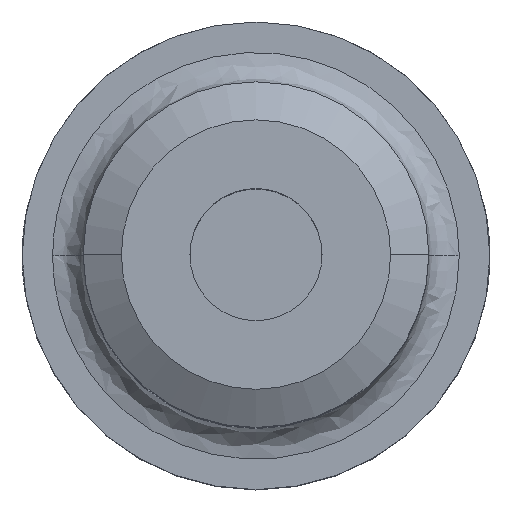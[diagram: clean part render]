
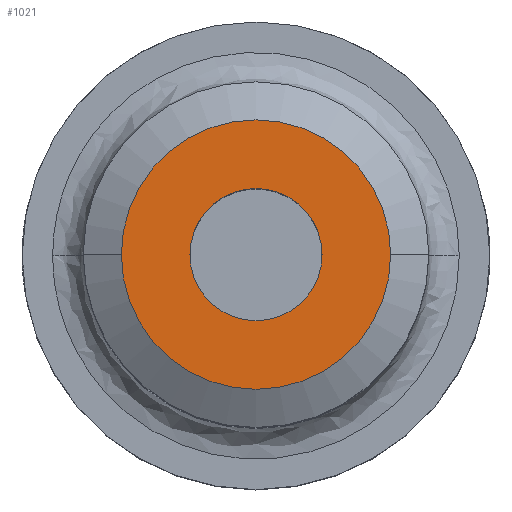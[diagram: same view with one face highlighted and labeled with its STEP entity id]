
A CAD part, top view. The second image highlights one B-rep face of the part: STEP entity #1021.
In plain terms, the highlighted planar face has unit normal (0, 0, 1).
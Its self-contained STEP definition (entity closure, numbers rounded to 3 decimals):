
#84 = EDGE_CURVE ( 'NONE', #1269, #1657, #717, .T. ) ;
#97 = CARTESIAN_POINT ( 'NONE',  ( 0., 0., 90. ) ) ;
#125 = AXIS2_PLACEMENT_3D ( 'NONE', #1700, #1518, #1503 ) ;
#172 = AXIS2_PLACEMENT_3D ( 'NONE', #552, #558, #565 ) ;
#254 = FACE_OUTER_BOUND ( 'NONE', #1897, .T. ) ;
#272 = EDGE_CURVE ( 'NONE', #670, #1641, #1427, .T. ) ;
#366 = AXIS2_PLACEMENT_3D ( 'NONE', #880, #743, #759 ) ;
#378 = ORIENTED_EDGE ( 'NONE', *, *, #540, .T. ) ;
#521 = AXIS2_PLACEMENT_3D ( 'NONE', #1730, #1472, #635 ) ;
#540 = EDGE_CURVE ( 'NONE', #1641, #670, #1836, .T. ) ;
#552 = CARTESIAN_POINT ( 'NONE',  ( 0., 0., 90. ) ) ;
#558 = DIRECTION ( 'NONE',  ( 0., 0., -1. ) ) ;
#565 = DIRECTION ( 'NONE',  ( -1., 0., 0. ) ) ;
#595 = ORIENTED_EDGE ( 'NONE', *, *, #272, .T. ) ;
#635 = DIRECTION ( 'NONE',  ( -1., 0., 0. ) ) ;
#644 = ORIENTED_EDGE ( 'NONE', *, *, #84, .T. ) ;
#658 = CIRCLE ( 'NONE', #172, 6.5 ) ;
#670 = VERTEX_POINT ( 'NONE', #1067 ) ;
#708 = FACE_BOUND ( 'NONE', #1906, .T. ) ;
#717 = CIRCLE ( 'NONE', #1181, 6.5 ) ;
#743 = DIRECTION ( 'NONE',  ( 0., 0., 1. ) ) ;
#759 = DIRECTION ( 'NONE',  ( -1., 0., 0. ) ) ;
#806 = EDGE_CURVE ( 'NONE', #1657, #1269, #658, .T. ) ;
#880 = CARTESIAN_POINT ( 'NONE',  ( 0., 0., 90. ) ) ;
#1021 = ADVANCED_FACE ( 'NONE', ( #708, #254 ), #1527, .T. ) ;
#1067 = CARTESIAN_POINT ( 'NONE',  ( 13.25, 0., 90. ) ) ;
#1101 = DIRECTION ( 'NONE',  ( 0., 0., -1. ) ) ;
#1181 = AXIS2_PLACEMENT_3D ( 'NONE', #97, #1101, #1273 ) ;
#1269 = VERTEX_POINT ( 'NONE', #1924 ) ;
#1273 = DIRECTION ( 'NONE',  ( -1., 0., 0. ) ) ;
#1301 = CARTESIAN_POINT ( 'NONE',  ( -13.25, 0., 90. ) ) ;
#1427 = CIRCLE ( 'NONE', #521, 13.25 ) ;
#1472 = DIRECTION ( 'NONE',  ( 0., 0., 1. ) ) ;
#1503 = DIRECTION ( 'NONE',  ( 1., 0., 0. ) ) ;
#1518 = DIRECTION ( 'NONE',  ( 0., 0., 1. ) ) ;
#1527 = PLANE ( 'NONE',  #125 ) ;
#1631 = CARTESIAN_POINT ( 'NONE',  ( -6.5, 0., 90. ) ) ;
#1641 = VERTEX_POINT ( 'NONE', #1301 ) ;
#1657 = VERTEX_POINT ( 'NONE', #1631 ) ;
#1700 = CARTESIAN_POINT ( 'NONE',  ( -13.409, -13.409, 90. ) ) ;
#1730 = CARTESIAN_POINT ( 'NONE',  ( 0., 0., 90. ) ) ;
#1779 = ORIENTED_EDGE ( 'NONE', *, *, #806, .T. ) ;
#1836 = CIRCLE ( 'NONE', #366, 13.25 ) ;
#1897 = EDGE_LOOP ( 'NONE', ( #378, #595 ) ) ;
#1906 = EDGE_LOOP ( 'NONE', ( #1779, #644 ) ) ;
#1924 = CARTESIAN_POINT ( 'NONE',  ( 6.5, 0., 90. ) ) ;
